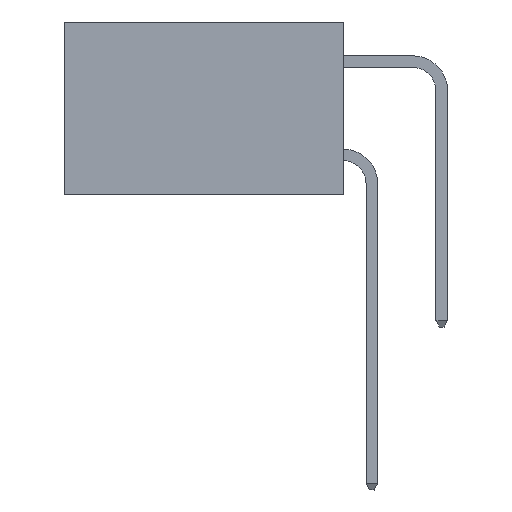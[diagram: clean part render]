
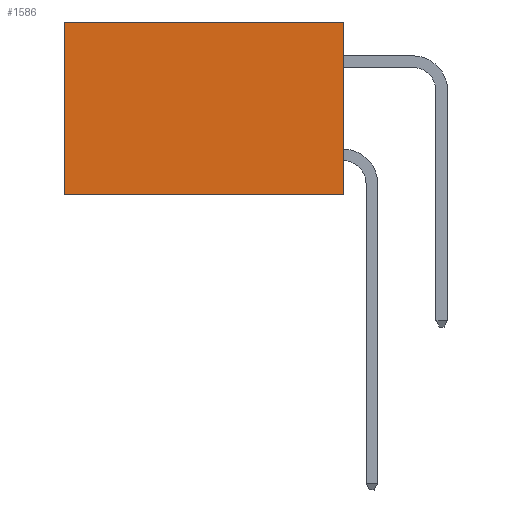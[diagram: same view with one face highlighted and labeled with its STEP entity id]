
A CAD part, left-side view. The second image highlights one B-rep face of the part: STEP entity #1586.
In plain terms, the highlighted planar face has unit normal (-1, 0, 0).
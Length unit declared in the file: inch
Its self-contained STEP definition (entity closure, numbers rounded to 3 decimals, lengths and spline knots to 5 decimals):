
#1253 = DIRECTION ( 'NONE',  ( 0., 0., -1. ) ) ;
#1586 = ADVANCED_FACE ( 'NONE', ( #17750 ), #24726, .F. ) ;
#1909 = VERTEX_POINT ( 'NONE', #7957 ) ;
#2357 = ORIENTED_EDGE ( 'NONE', *, *, #17151, .T. ) ;
#3055 = VERTEX_POINT ( 'NONE', #3357 ) ;
#3357 = CARTESIAN_POINT ( 'NONE',  ( 0.298, 0.6, -0.37 ) ) ;
#6251 = DIRECTION ( 'NONE',  ( 0., 0., -1. ) ) ;
#6308 = VERTEX_POINT ( 'NONE', #11195 ) ;
#7957 = CARTESIAN_POINT ( 'NONE',  ( 0.298, 0.6, 0. ) ) ;
#9940 = CARTESIAN_POINT ( 'NONE',  ( 0.298, 0., 0. ) ) ;
#10015 = LINE ( 'NONE', #23985, #30520 ) ;
#10289 = DIRECTION ( 'NONE',  ( 0., 1., 0. ) ) ;
#11195 = CARTESIAN_POINT ( 'NONE',  ( 0.298, 0., -0.37 ) ) ;
#11648 = CARTESIAN_POINT ( 'NONE',  ( 0.298, 0.6, 0. ) ) ;
#12251 = EDGE_CURVE ( 'NONE', #21489, #1909, #20410, .T. ) ;
#14652 = DIRECTION ( 'NONE',  ( 1., 0., 0. ) ) ;
#15036 = EDGE_CURVE ( 'NONE', #21489, #6308, #30659, .T. ) ;
#17151 = EDGE_CURVE ( 'NONE', #1909, #3055, #24233, .T. ) ;
#17750 = FACE_OUTER_BOUND ( 'NONE', #33797, .T. ) ;
#20051 = CARTESIAN_POINT ( 'NONE',  ( 0.298, 0., 0. ) ) ;
#20281 = ORIENTED_EDGE ( 'NONE', *, *, #12251, .T. ) ;
#20410 = LINE ( 'NONE', #9940, #22873 ) ;
#21489 = VERTEX_POINT ( 'NONE', #30875 ) ;
#22873 = VECTOR ( 'NONE', #31589, 39.37008 ) ;
#23725 = ORIENTED_EDGE ( 'NONE', *, *, #30453, .F. ) ;
#23985 = CARTESIAN_POINT ( 'NONE',  ( 0.298, 0., -0.37 ) ) ;
#24233 = LINE ( 'NONE', #11648, #29632 ) ;
#24726 = PLANE ( 'NONE',  #25524 ) ;
#25382 = CARTESIAN_POINT ( 'NONE',  ( 0.298, 0., 0. ) ) ;
#25524 = AXIS2_PLACEMENT_3D ( 'NONE', #20051, #14652, #6251 ) ;
#26503 = VECTOR ( 'NONE', #1253, 39.37008 ) ;
#27195 = DIRECTION ( 'NONE',  ( 0., 0., -1. ) ) ;
#29104 = ORIENTED_EDGE ( 'NONE', *, *, #15036, .F. ) ;
#29632 = VECTOR ( 'NONE', #27195, 39.37008 ) ;
#30453 = EDGE_CURVE ( 'NONE', #6308, #3055, #10015, .T. ) ;
#30520 = VECTOR ( 'NONE', #10289, 39.37008 ) ;
#30659 = LINE ( 'NONE', #25382, #26503 ) ;
#30875 = CARTESIAN_POINT ( 'NONE',  ( 0.298, 0., 0. ) ) ;
#31589 = DIRECTION ( 'NONE',  ( 0., 1., 0. ) ) ;
#33797 = EDGE_LOOP ( 'NONE', ( #2357, #23725, #29104, #20281 ) ) ;
